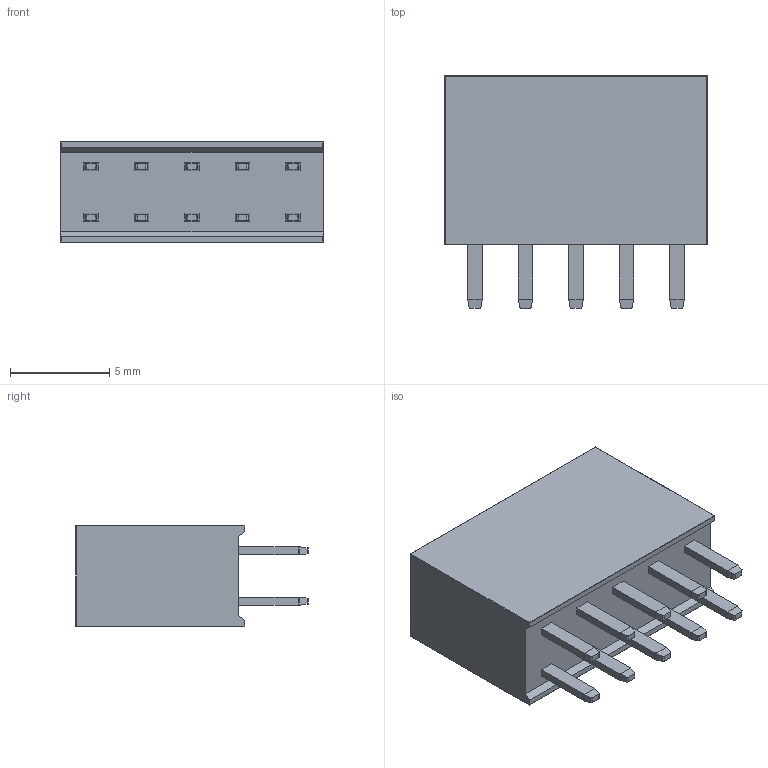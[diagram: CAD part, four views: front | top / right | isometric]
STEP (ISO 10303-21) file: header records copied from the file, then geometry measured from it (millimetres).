
FILE_DESCRIPTION(('FreeCAD Model'),'2;1');
FILE_NAME('female_header_5x2.step','2016-12-09T12:38:48',('Author'),( ''),'Open CASCADE STEP processor 6.8','FreeCAD','Unknown');
FILE_SCHEMA(('AUTOMOTIVE_DESIGN_CC2 { 1 2 10303 214 -1 1 5 4 }'));
Length unit declared in the file: millimetre
Products named in the file (2): ASSEMBLY; female_header_5x2
Assembly tree (1 placements, depth 2):
  ASSEMBLY
    female_header_5x2
Bounding box: 13.2 x 11.7 x 5.08 mm (x, y, z)
Volume: 527.5 mm3; surface area: 704.2 mm2
Topology: 1 solids, 1 shells, 252 faces, 594 edges, 356 vertices
Faces by surface type: plane 190, cylinder 54, bspline 8
Entity records: 21723 total; most frequent: CARTESIAN_POINT 8512, DIRECTION 1986, LINE 1326, VECTOR 1326, ORIENTED_EDGE 1172, PCURVE 1172, DEFINITIONAL_REPRESENTATION 1172, EDGE_CURVE 586
